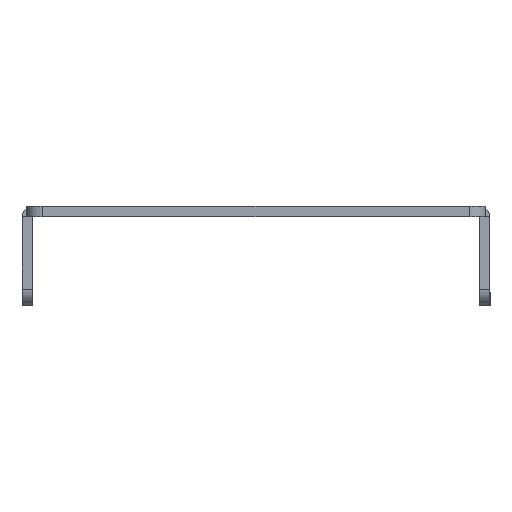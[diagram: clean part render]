
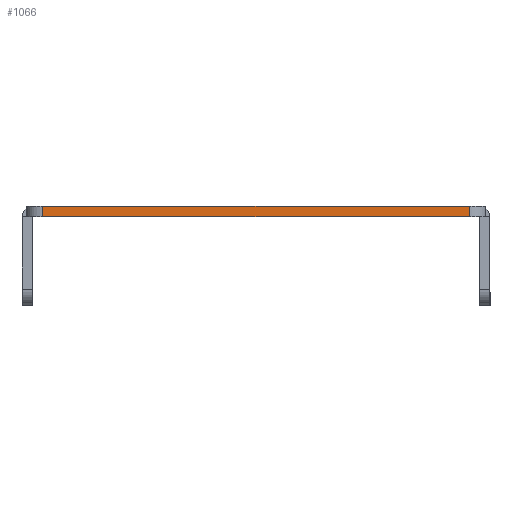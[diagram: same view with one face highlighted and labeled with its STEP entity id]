
A CAD part, left-side view. The second image highlights one B-rep face of the part: STEP entity #1066.
In plain terms, the highlighted planar face has unit normal (-1, 0, 0).
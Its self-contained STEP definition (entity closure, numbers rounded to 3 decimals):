
#72 = LINE ( 'NONE', #809, #73 ) ;
#73 = VECTOR ( 'NONE', #808, 1000. ) ;
#100 = EDGE_CURVE ( 'NONE', #770, #778, #529, .T. ) ;
#149 = AXIS2_PLACEMENT_3D ( 'NONE', #320, #337, #336 ) ;
#232 = CARTESIAN_POINT ( 'NONE',  ( -912.5, -51.5, 2.5 ) ) ;
#280 = CARTESIAN_POINT ( 'NONE',  ( -912.5, 51.5, 2.5 ) ) ;
#320 = CARTESIAN_POINT ( 'NONE',  ( -912.5, 55.5, 2.5 ) ) ;
#334 = PLANE ( 'NONE',  #149 ) ;
#336 = DIRECTION ( 'NONE',  ( 0., 0., -1. ) ) ;
#337 = DIRECTION ( 'NONE',  ( 1., 0., 0. ) ) ;
#522 = VECTOR ( 'NONE', #1118, 1000. ) ;
#529 = LINE ( 'NONE', #1119, #522 ) ;
#563 = EDGE_CURVE ( 'NONE', #1172, #770, #1396, .T. ) ;
#567 = EDGE_CURVE ( 'NONE', #778, #1143, #1404, .T. ) ;
#641 = EDGE_LOOP ( 'NONE', ( #689, #676, #661, #690 ) ) ;
#661 = ORIENTED_EDGE ( 'NONE', *, *, #100, .T. ) ;
#676 = ORIENTED_EDGE ( 'NONE', *, *, #563, .T. ) ;
#689 = ORIENTED_EDGE ( 'NONE', *, *, #829, .F. ) ;
#690 = ORIENTED_EDGE ( 'NONE', *, *, #567, .T. ) ;
#770 = VERTEX_POINT ( 'NONE', #883 ) ;
#778 = VERTEX_POINT ( 'NONE', #873 ) ;
#808 = DIRECTION ( 'NONE',  ( 0., -1., 0. ) ) ;
#809 = CARTESIAN_POINT ( 'NONE',  ( -912.5, 55.5, 2.5 ) ) ;
#829 = EDGE_CURVE ( 'NONE', #1172, #1143, #72, .T. ) ;
#873 = CARTESIAN_POINT ( 'NONE',  ( -912.5, -51.5, 0. ) ) ;
#883 = CARTESIAN_POINT ( 'NONE',  ( -912.5, 51.5, 0. ) ) ;
#991 = DIRECTION ( 'NONE',  ( 0., 0., 1. ) ) ;
#992 = CARTESIAN_POINT ( 'NONE',  ( -912.5, -51.5, 2.5 ) ) ;
#1000 = DIRECTION ( 'NONE',  ( 0., 0., -1. ) ) ;
#1001 = CARTESIAN_POINT ( 'NONE',  ( -912.5, 51.5, 2.5 ) ) ;
#1066 = ADVANCED_FACE ( 'NONE', ( #1521 ), #334, .F. ) ;
#1118 = DIRECTION ( 'NONE',  ( 0., -1., 0. ) ) ;
#1119 = CARTESIAN_POINT ( 'NONE',  ( -912.5, 55.5, 0. ) ) ;
#1143 = VERTEX_POINT ( 'NONE', #232 ) ;
#1172 = VERTEX_POINT ( 'NONE', #280 ) ;
#1396 = LINE ( 'NONE', #1001, #1397 ) ;
#1397 = VECTOR ( 'NONE', #1000, 1000. ) ;
#1404 = LINE ( 'NONE', #992, #1405 ) ;
#1405 = VECTOR ( 'NONE', #991, 1000. ) ;
#1521 = FACE_OUTER_BOUND ( 'NONE', #641, .T. ) ;
